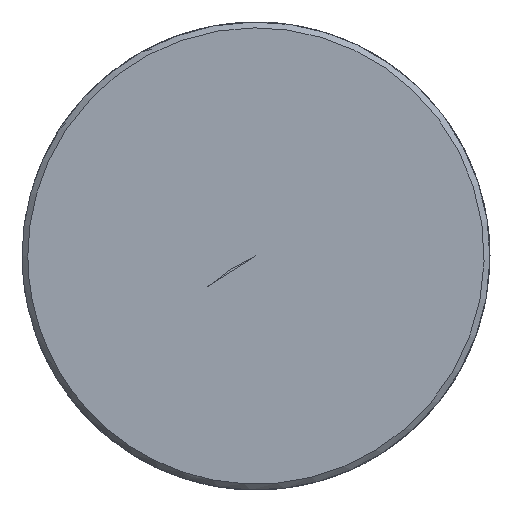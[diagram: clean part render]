
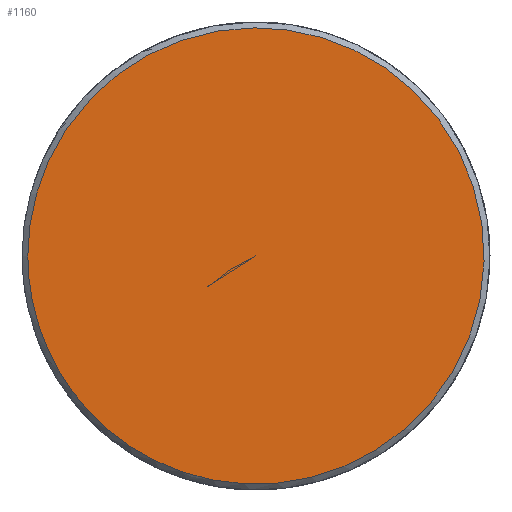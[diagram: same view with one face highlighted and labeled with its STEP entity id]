
A CAD part, left-side view. The second image highlights one B-rep face of the part: STEP entity #1160.
In plain terms, the highlighted free-form (B-spline) face has degree [5, 1] with [6, 2] control points.
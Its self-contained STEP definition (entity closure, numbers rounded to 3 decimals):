
#1080 = CARTESIAN_POINT ('', (-135., 9.75, 0.));
#1081 = VERTEX_POINT ('', #1080);
#1099 = CARTESIAN_POINT ('', (-135., 9.75, 0.));
#1100 = CARTESIAN_POINT ('', (-135., 9.75, 39.));
#1101 = CARTESIAN_POINT ('', (-135., -29.25, 19.5));
#1102 = CARTESIAN_POINT ('', (-135., -29.25, -19.5));
#1103 = CARTESIAN_POINT ('', (-135., 9.75, -39.));
#1104 = CARTESIAN_POINT ('', (-135., 9.75, 0.));
#1105 = (
   BOUNDED_CURVE ()
   B_SPLINE_CURVE (5, (#1099, #1100, #1101, #1102, #1103, #1104), .UNSPECIFIED., .T., .U.)
   B_SPLINE_CURVE_WITH_KNOTS ((6, 6), (0., 1.), .UNSPECIFIED.)
   CURVE ()
   GEOMETRIC_REPRESENTATION_ITEM ()
   RATIONAL_B_SPLINE_CURVE ((5., 1., 1., 1., 1., 5.))
   REPRESENTATION_ITEM ('')
);
#1106 = EDGE_CURVE ('', #1081, #1081, #1105, .T.);
#1136 = CARTESIAN_POINT ('', (-135., 0., 0.));
#1137 = VERTEX_POINT ('', #1136);
#1138 = CARTESIAN_POINT ('', (-135., 9.75, 0.));
#1139 = CARTESIAN_POINT ('', (-135., 0., 0.));
#1140 = B_SPLINE_CURVE_WITH_KNOTS ('', 1, (#1138, #1139), .UNSPECIFIED., .F., .U., (2, 2), (0., 1.), .UNSPECIFIED.);
#1141 = EDGE_CURVE ('', #1081, #1137, #1140, .T.);
#1142 = ORIENTED_EDGE ('', *, *, #1141, .F.);
#1143 = ORIENTED_EDGE ('', *, *, #1106, .T.);
#1144 = ORIENTED_EDGE ('', *, *, #1141, .T.);
#1145 = EDGE_LOOP ('', (#1142, #1143, #1144));
#1146 = FACE_OUTER_BOUND ('', #1145, .F.);
#1147 = CARTESIAN_POINT ('', (-135., 9.75, 0.));
#1148 = CARTESIAN_POINT ('', (-135., 0., 0.));
#1149 = CARTESIAN_POINT ('', (-135., 9.75, 39.));
#1150 = CARTESIAN_POINT ('', (-135., 0., 0.));
#1151 = CARTESIAN_POINT ('', (-135., -29.25, 19.5));
#1152 = CARTESIAN_POINT ('', (-135., 0., 0.));
#1153 = CARTESIAN_POINT ('', (-135., -29.25, -19.5));
#1154 = CARTESIAN_POINT ('', (-135., 0., 0.));
#1155 = CARTESIAN_POINT ('', (-135., 9.75, -39.));
#1156 = CARTESIAN_POINT ('', (-135., 0., 0.));
#1157 = CARTESIAN_POINT ('', (-135., 9.75, 0.));
#1158 = CARTESIAN_POINT ('', (-135., 0., 0.));
#1159 = (
   BOUNDED_SURFACE ()
   B_SPLINE_SURFACE (5, 1, ((#1147, #1148), (#1149, #1150), (#1151, #1152), (#1153, #1154), (#1155, #1156), (#1157, #1158)), .UNSPECIFIED., .T., .F., .U.)
   B_SPLINE_SURFACE_WITH_KNOTS ((6, 6), (2, 2), (0., 1.), (0., 1.), .UNSPECIFIED.)
   SURFACE ()
   GEOMETRIC_REPRESENTATION_ITEM ()
   RATIONAL_B_SPLINE_SURFACE (((5., 5.), (1., 1.), (1., 1.), (1., 1.), (1., 1.), (5., 5.)))
   REPRESENTATION_ITEM ('')
);
#1160 = ADVANCED_FACE ('', (#1146), #1159, .F.);
